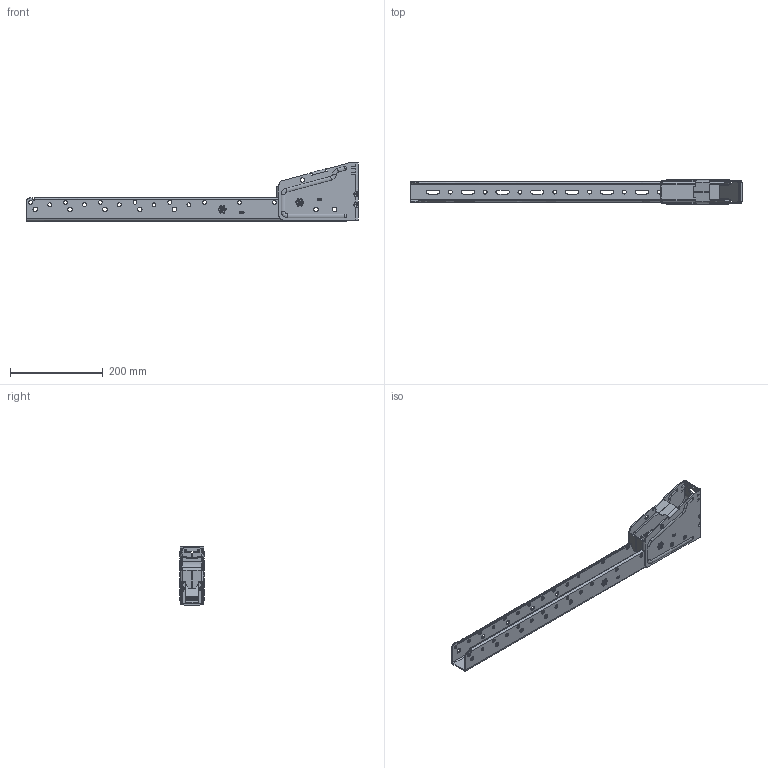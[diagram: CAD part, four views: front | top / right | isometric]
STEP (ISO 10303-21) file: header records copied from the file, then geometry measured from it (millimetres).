
FILE_DESCRIPTION(/* description */ (''),/* implementation_level */ '2;1');
FILE_NAME(/* name */ 'LPDXLU~1',/* time_stamp */ '2021-03-05T10:04:50+01:00',/* author */ (''),/* organization */ (''),/* preprocessor_version */ 'ST-DEVELOPER v15',/* originating_system */ '',/* authorisation */ '');
FILE_SCHEMA (('AUTOMOTIVE_DESIGN'));
Products named in the file (1): Document
Bounding box: 715.5 x 52 x 125 mm (x, y, z)
Surface area: 290139.1 mm2 (no closed solid volume)
Topology: 0 solids, 1 shells, 1299 faces, 3551 edges, 2324 vertices
Faces by surface type: bspline 1299
Entity records: 97980 total; most frequent: CARTESIAN_POINT 56671, ORIENTED_EDGE 7042, PCURVE 7042, DEFINITIONAL_REPRESENTATION 7042, B_SPLINE_CURVE_WITH_KNOTS 6034, SURFACE_CURVE 3531, EDGE_CURVE 3531, VERTEX_POINT 2324
